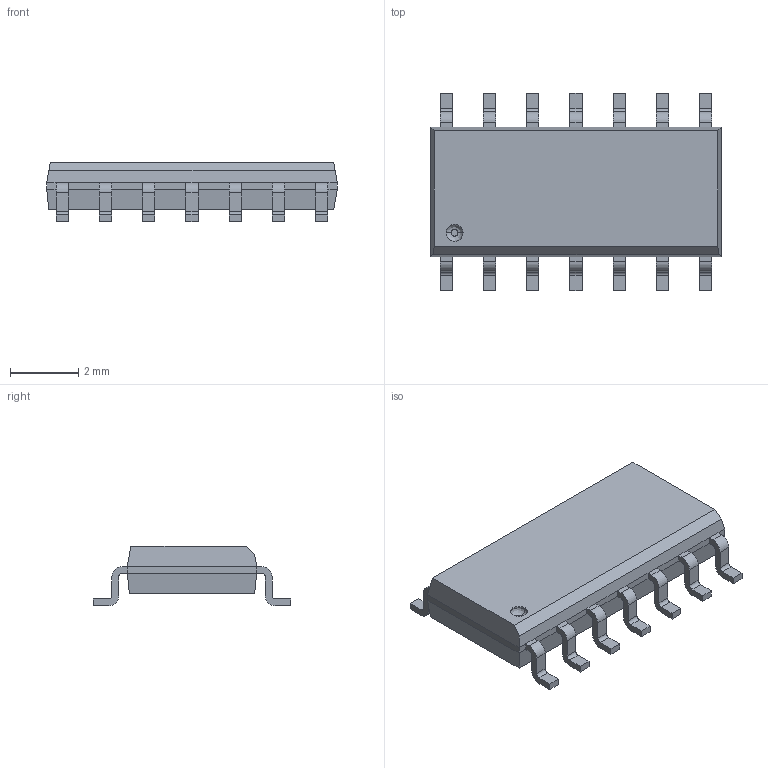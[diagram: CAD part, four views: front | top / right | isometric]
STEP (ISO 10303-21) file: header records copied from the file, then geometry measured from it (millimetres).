
FILE_DESCRIPTION (( 'STEP AP214' ), '1' );
FILE_NAME ('A74BF666-95DB-4811-B6E3-3F680DA6F2CA.STEP', '2009-03-03T08:56:37', ( 'SysAdmin' ), ( 'SolidWorks' ), 'SwSTEP 2.0', 'SolidWorks 2009', '' );
FILE_SCHEMA (( 'AUTOMOTIVE_DESIGN' ));
Length unit declared in the file: millimetre
Products named in the file (1): A74BF666-95DB-4811-B6E3-3F680DA6F2CA
Bounding box: 8.53 x 5.8 x 1.75 mm (x, y, z)
Volume: 45.7 mm3; surface area: 122.2 mm2
Topology: 1 solids, 1 shells, 216 faces, 573 edges, 360 vertices
Faces by surface type: plane 156, cylinder 58, bspline 2
Entity records: 9022 total; most frequent: CARTESIAN_POINT 1198, ORIENTED_EDGE 1146, DIRECTION 1119, EDGE_CURVE 573, VECTOR 453, LINE 453, VERTEX_POINT 360, AXIS2_PLACEMENT_3D 333
